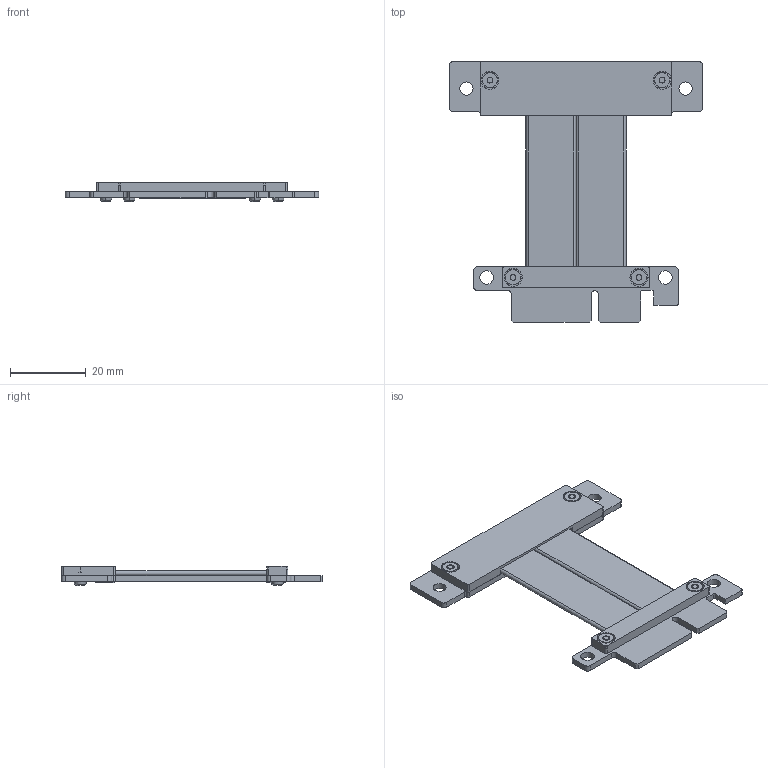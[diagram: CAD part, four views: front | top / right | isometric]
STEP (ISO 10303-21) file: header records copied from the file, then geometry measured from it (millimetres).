
FILE_DESCRIPTION(('Open CASCADE Model'),'2;1');
FILE_NAME('Open CASCADE Shape Model','2020-03-14T10:37:13',('Author'),( 'Open CASCADE'),'Open CASCADE STEP processor 6.8','Open CASCADE 6.8' ,'Unknown');
FILE_SCHEMA(('AUTOMOTIVE_DESIGN { 1 0 10303 214 1 1 1 1 }'));
Length unit declared in the file: millimetre
Products named in the file (51): PCB; Board; Open CASCADE STEP translator 6.8 7.1.1; Open CASCADE STEP translator 6.8 7.1.2; Free-Models; Hexagon_nut_ISO_4032_(DIN_934)_-_M2_RGB9411503; G0033_RGB9411503; Tape28x5_RGB0; RP22S-PAD; RP22R-PAD; cable20-43-r_RGB4408131
Assembly tree (98 placements, depth 3):
  PCB
    Board
      Open CASCADE STEP translator 6.8 7.1.1
      Open CASCADE STEP translator 6.8 7.1.2
    Free-Models
      Hexagon_nut_ISO_4032_(DIN_934)_-_M2_RGB9411503  x4
      G0033_RGB9411503  x4
      Tape28x5_RGB0  x2
      RP22S-PAD
      RP22R-PAD
      cable20-43-r_RGB4408131  x2
      cable20-43-r_RGB4408131  x2
      cable20-43-r_RGB4408131  x2
      cable20-43-r_RGB4408131  x2
      cable20-43-r_RGB4408131  x2
      cable20-43-r_RGB4408131  x2
      cable20-43-r_RGB4408131  x2
      cable20-43-r_RGB4408131  x2
      cable20-43-r_RGB4408131  x2
      cable20-43-r_RGB4408131  x2
      cable20-43-r_RGB4408131  x2
      cable20-43-r_RGB4408131  x2
      cable20-43-r_RGB4408131  x2
      cable20-43-r_RGB4408131  x2
      cable20-43-r_RGB4408131  x2
      cable20-43-r_RGB4408131  x2
      cable20-43-r_RGB4408131  x2
      cable20-43-r_RGB4408131  x2
      cable20-43-r_RGB4408131  x2
      cable20-43-r_RGB4408131  x2
      cable20-43-r_RGB4408131  x2
      cable20-43-r_RGB4408131  x2
      cable20-43-r_RGB4408131  x2
      cable20-43-r_RGB4408131  x2
      cable20-43-r_RGB4408131  x2
      cable20-43-r_RGB4408131  x2
      cable20-43-r_RGB4408131  x2
      cable20-43-r_RGB4408131  x2
      cable20-43-r_RGB4408131  x2
      cable20-43-r_RGB4408131  x2
      cable20-43-r_RGB4408131  x2
      cable20-43-r_RGB4408131  x2
      cable20-43-r_RGB4408131  x2
      cable20-43-r_RGB4408131  x2
      cable20-43-r_RGB4408131  x2
      cable20-43-r_RGB4408131  x2
      cable20-43-r_RGB4408131  x2
      cable20-43-r_RGB4408131  x2
      cable20-43-r_RGB4408131  x2
      cable20-43-r_RGB4408131  x2
      cable20-43-r_RGB4408131  x2
Bounding box: 67.08 x 69.07 x 5.1 mm (x, y, z)
Volume: 5457.3 mm3; surface area: 13210.5 mm2
Topology: 96 solids, 96 shells, 1049 faces, 2132 edges, 1353 vertices
Faces by surface type: cylinder 499, plane 414, torus 80, cone 48, revolution 8
Full cylindrical faces by diameter (mm): 0.4 x200, 0.6 x80, 0.7 x64, 1.2 x4, 1.6 x64, 2 x4, 2.2 x7, 2.216 x1, 2.35 x2, 2.4 x2, 3.5 x2, 3.6 x2, 4.8 x4
Entity records: 25629 total; most frequent: CARTESIAN_POINT 3738, DIRECTION 3535, ORIENTED_EDGE 2888, AXIS2_PLACEMENT_3D 1566, EDGE_CURVE 1444, FACE_BOUND 1123, EDGE_LOOP 1123, VERTEX_POINT 933
